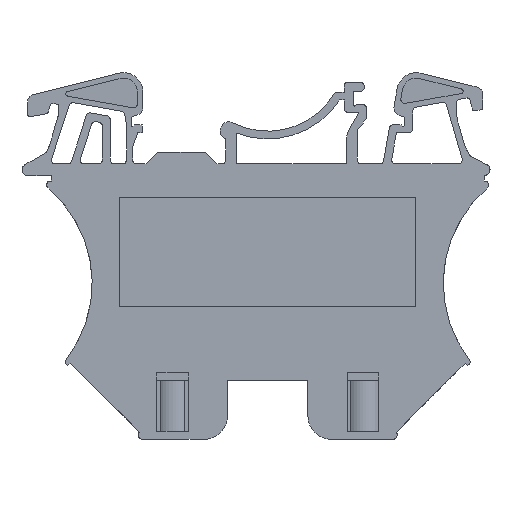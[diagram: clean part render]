
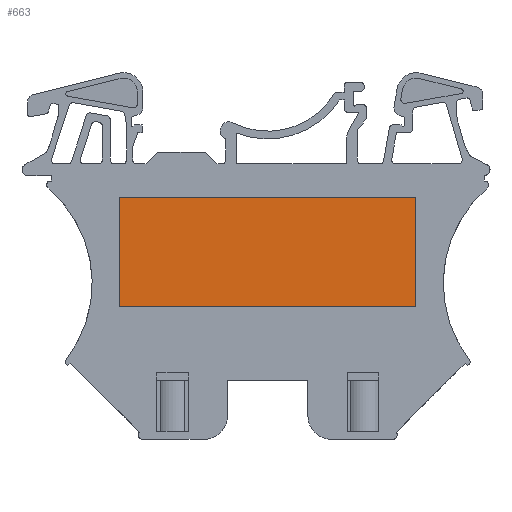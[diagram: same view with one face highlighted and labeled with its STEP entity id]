
A CAD part, front view. The second image highlights one B-rep face of the part: STEP entity #663.
In plain terms, the highlighted planar face has unit normal (0, -1, 0).
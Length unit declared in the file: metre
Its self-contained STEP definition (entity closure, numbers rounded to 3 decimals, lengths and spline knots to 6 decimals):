
#663 = ADVANCED_FACE( 'NONE', ( #1590 ), #1591, .T. );
#1590 = FACE_OUTER_BOUND( '', #2764, .T. );
#1591 = PLANE( '', #2765 );
#2764 = EDGE_LOOP( '', ( #5040, #5041, #5042, #5043 ) );
#2765 = AXIS2_PLACEMENT_3D( '', #5044, #5045, #5046 );
#5040 = ORIENTED_EDGE( '', *, *, #8029, .T. );
#5041 = ORIENTED_EDGE( '', *, *, #8030, .T. );
#5042 = ORIENTED_EDGE( '', *, *, #8031, .T. );
#5043 = ORIENTED_EDGE( '', *, *, #7995, .T. );
#5044 = CARTESIAN_POINT( '', ( 0., 0.0002, 0. ) );
#5045 = DIRECTION( '', ( 0., -1., 0. ) );
#5046 = DIRECTION( '', ( 0., 0., -1. ) );
#7995 = EDGE_CURVE( 'NONE', #10030, #10032, #10034, .T. );
#8029 = EDGE_CURVE( 'NONE', #10032, #10075, #10076, .T. );
#8030 = EDGE_CURVE( 'NONE', #10075, #10077, #10078, .T. );
#8031 = EDGE_CURVE( 'NONE', #10077, #10030, #10079, .T. );
#10030 = VERTEX_POINT( 'NONE', #12701 );
#10032 = VERTEX_POINT( 'NONE', #12704 );
#10034 = LINE( '', #12707, #12708 );
#10075 = VERTEX_POINT( 'NONE', #12767 );
#10076 = LINE( '', #12768, #12769 );
#10077 = VERTEX_POINT( 'NONE', #12770 );
#10078 = LINE( '', #12771, #12772 );
#10079 = LINE( '', #12773, #12774 );
#12701 = CARTESIAN_POINT( '', ( -0.019, 0.0002, -0.003 ) );
#12704 = CARTESIAN_POINT( '', ( 0.019, 0.0002, -0.003 ) );
#12707 = CARTESIAN_POINT( '', ( -0.019, 0.0002, -0.003 ) );
#12708 = VECTOR( '', #14822, 1. );
#12767 = CARTESIAN_POINT( '', ( 0.019, 0.0002, 0.011 ) );
#12768 = CARTESIAN_POINT( '', ( 0.019, 0.0002, -0.003 ) );
#12769 = VECTOR( '', #14850, 1. );
#12770 = CARTESIAN_POINT( '', ( -0.019, 0.0002, 0.011 ) );
#12771 = CARTESIAN_POINT( '', ( 0.019, 0.0002, 0.011 ) );
#12772 = VECTOR( '', #14851, 1. );
#12773 = CARTESIAN_POINT( '', ( -0.019, 0.0002, 0.011 ) );
#12774 = VECTOR( '', #14852, 1. );
#14822 = DIRECTION( '', ( 1., 0., 0. ) );
#14850 = DIRECTION( '', ( 0., 0., 1. ) );
#14851 = DIRECTION( '', ( -1., 0., 0. ) );
#14852 = DIRECTION( '', ( 0., 0., -1. ) );
